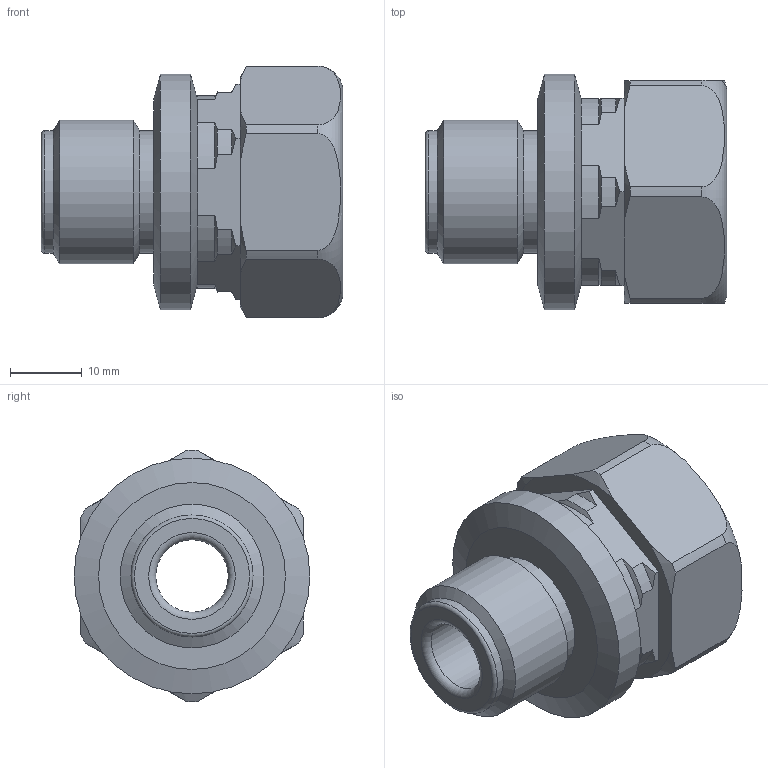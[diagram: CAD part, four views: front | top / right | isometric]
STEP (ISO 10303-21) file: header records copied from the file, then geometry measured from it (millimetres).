
FILE_DESCRIPTION( ( 'STEP AP203' ), '1' );
FILE_NAME( 'FLEXA EG-M 0608.000.021.stp', '2020-03-11T09:12:40', ( '' ), ( '' ), ' ', 'PARTsolutions', ' ' );
FILE_SCHEMA( ( 'CONFIG_CONTROL_DESIGN' ) );
Length unit declared in the file: millimetre
Products named in the file (1): _FLEXA EG-M 0608.000.021
Bounding box: 42 x 32.8 x 35 mm (x, y, z)
Volume: 20954.7 mm3; surface area: 6874.5 mm2
Topology: 1 solids, 1 shells, 72 faces, 188 edges, 121 vertices
Faces by surface type: cylinder 24, plane 23, cone 22, torus 3
Full cylindrical faces by diameter (mm): 10.072 x1, 17 x2, 20 x1, 23.7 x1, 32.8 x1
Entity records: 2410 total; most frequent: CARTESIAN_POINT 689, ORIENTED_EDGE 344, DIRECTION 340, EDGE_CURVE 172, AXIS2_PLACEMENT_3D 137, VERTEX_POINT 118, EDGE_LOOP 90, FACE_OUTER_BOUND 81
